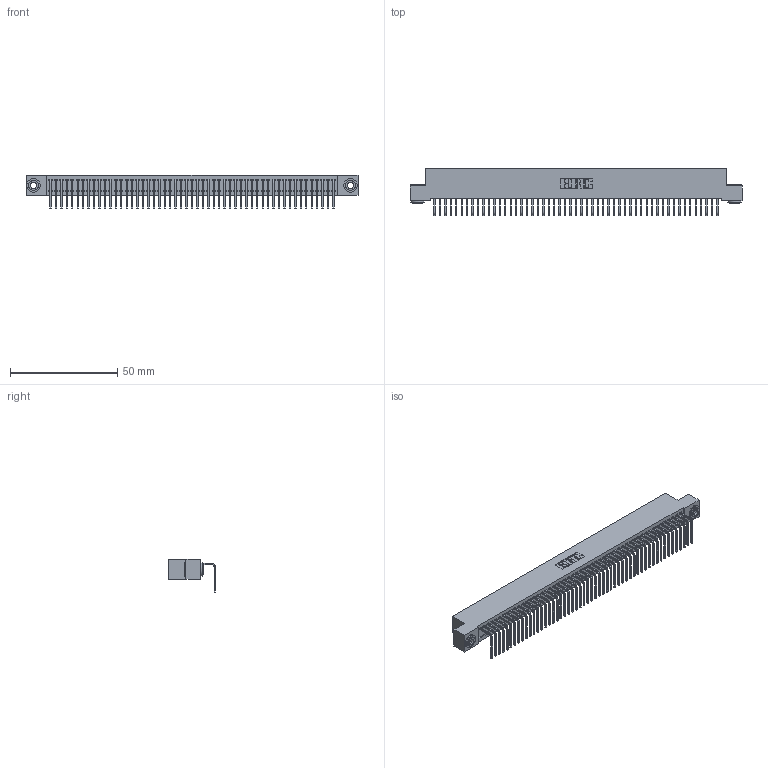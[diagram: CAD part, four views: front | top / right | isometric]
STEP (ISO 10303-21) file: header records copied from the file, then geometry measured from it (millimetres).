
FILE_DESCRIPTION (( 'STEP AP203' ), '1' );
FILE_NAME ('392-053-558-103.STEP', '2018-08-17T07:46:25', ( '' ), ( '' ), 'SwSTEP 2.0', 'SolidWorks 2016', '' );
FILE_SCHEMA (( 'CONFIG_CONTROL_DESIGN' ));
Length unit declared in the file: inch
Products named in the file (4): 342 Part_.156 TH; 345-292-001_558 Tail - 2; 342-250-002_345-250-002-102; 392-053-558-103
Assembly tree (56 placements, depth 2):
  392-053-558-103
    342 Part_.156 TH
    345-292-001_558 Tail - 2  x53
    342-250-002_345-250-002-102  x2
Bounding box: 154.94 x 21.91 x 15.62 mm (x, y, z)
Volume: 13825.1 mm3; surface area: 21735.9 mm2
Topology: 56 solids, 56 shells, 3328 faces, 10021 edges, 6606 vertices
Faces by surface type: plane 2408, cylinder 912, cone 8
Entity records: 31580 total; most frequent: CARTESIAN_POINT 5424, ORIENTED_EDGE 5406, DIRECTION 4587, EDGE_CURVE 2703, LINE 2551, VECTOR 2551, VERTEX_POINT 1798, AXIS2_PLACEMENT_3D 1018
